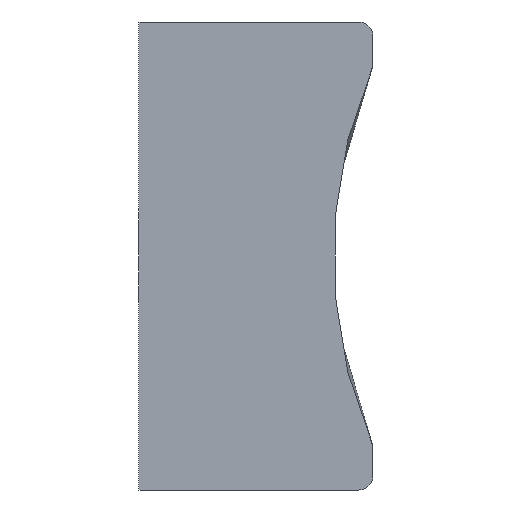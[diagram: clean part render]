
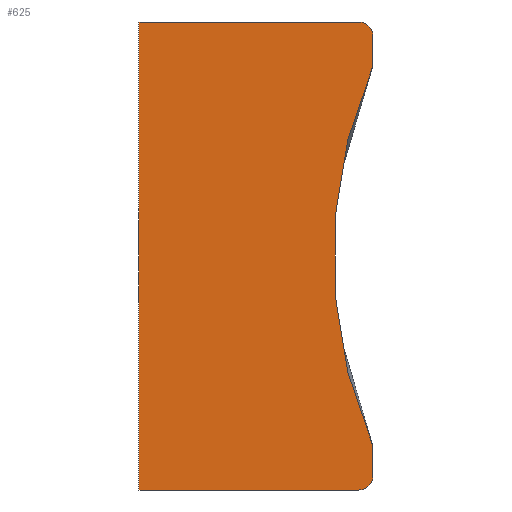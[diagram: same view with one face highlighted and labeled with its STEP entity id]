
A CAD part, left-side view. The second image highlights one B-rep face of the part: STEP entity #625.
In plain terms, the highlighted planar face has unit normal (-1, 0, 0).
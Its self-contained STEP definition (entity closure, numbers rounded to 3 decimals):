
#125=FACE_OUTER_BOUND('',#155,.T.);
#155=EDGE_LOOP('',(#444,#445,#446,#447,#448,#449,#450,#451));
#193=CIRCLE('',#676,0.5);
#194=CIRCLE('',#677,16.348);
#195=CIRCLE('',#678,0.5);
#214=LINE('',#930,#262);
#215=LINE('',#932,#263);
#216=LINE('',#934,#264);
#217=LINE('',#938,#265);
#218=LINE('',#942,#266);
#262=VECTOR('',#746,10.);
#263=VECTOR('',#747,10.);
#264=VECTOR('',#748,10.);
#265=VECTOR('',#751,10.);
#266=VECTOR('',#754,10.);
#310=VERTEX_POINT('',#928);
#311=VERTEX_POINT('',#929);
#312=VERTEX_POINT('',#931);
#313=VERTEX_POINT('',#933);
#314=VERTEX_POINT('',#935);
#315=VERTEX_POINT('',#937);
#316=VERTEX_POINT('',#939);
#317=VERTEX_POINT('',#941);
#364=EDGE_CURVE('',#310,#311,#214,.T.);
#365=EDGE_CURVE('',#312,#310,#215,.T.);
#366=EDGE_CURVE('',#312,#313,#216,.T.);
#367=EDGE_CURVE('',#314,#313,#193,.T.);
#368=EDGE_CURVE('',#315,#314,#217,.T.);
#369=EDGE_CURVE('',#316,#315,#194,.T.);
#370=EDGE_CURVE('',#317,#316,#218,.T.);
#371=EDGE_CURVE('',#311,#317,#195,.T.);
#444=ORIENTED_EDGE('',*,*,#364,.F.);
#445=ORIENTED_EDGE('',*,*,#365,.F.);
#446=ORIENTED_EDGE('',*,*,#366,.T.);
#447=ORIENTED_EDGE('',*,*,#367,.F.);
#448=ORIENTED_EDGE('',*,*,#368,.F.);
#449=ORIENTED_EDGE('',*,*,#369,.F.);
#450=ORIENTED_EDGE('',*,*,#370,.F.);
#451=ORIENTED_EDGE('',*,*,#371,.F.);
#604=PLANE('',#675);
#625=ADVANCED_FACE('',(#125),#604,.F.);
#675=AXIS2_PLACEMENT_3D('',#927,#744,#745);
#676=AXIS2_PLACEMENT_3D('',#936,#749,#750);
#677=AXIS2_PLACEMENT_3D('',#940,#752,#753);
#678=AXIS2_PLACEMENT_3D('',#943,#755,#756);
#744=DIRECTION('center_axis',(1.,0.,0.));
#745=DIRECTION('ref_axis',(0.,0.,-1.));
#746=DIRECTION('',(0.,-1.,0.));
#747=DIRECTION('',(0.,0.,1.));
#748=DIRECTION('',(0.,-1.,0.));
#749=DIRECTION('center_axis',(1.,0.,0.));
#750=DIRECTION('ref_axis',(0.,-0.707,-0.707));
#751=DIRECTION('',(0.,0.,-1.));
#752=DIRECTION('center_axis',(-1.,0.,0.));
#753=DIRECTION('ref_axis',(0.,0.,1.));
#754=DIRECTION('',(0.,0.,-1.));
#755=DIRECTION('center_axis',(1.,0.,0.));
#756=DIRECTION('ref_axis',(0.,-0.707,0.707));
#927=CARTESIAN_POINT('Origin',(0.,-1.212,-11.689));
#928=CARTESIAN_POINT('',(0.,-2.,8.));
#929=CARTESIAN_POINT('',(0.,-9.5,8.));
#930=CARTESIAN_POINT('',(0.,0.,8.));
#931=CARTESIAN_POINT('',(0.,-2.,-8.));
#932=CARTESIAN_POINT('',(0.,-2.,-5.844));
#933=CARTESIAN_POINT('',(0.,-9.5,-8.));
#934=CARTESIAN_POINT('',(0.,0.,-8.));
#935=CARTESIAN_POINT('',(0.,-10.,-7.5));
#936=CARTESIAN_POINT('Origin',(0.,-9.5,-7.5));
#937=CARTESIAN_POINT('',(0.,-10.,-6.5));
#938=CARTESIAN_POINT('',(0.,-10.,-5.844));
#939=CARTESIAN_POINT('',(0.,-10.,6.5));
#940=CARTESIAN_POINT('Origin',(0.,-25.,0.));
#941=CARTESIAN_POINT('',(0.,-10.,7.5));
#942=CARTESIAN_POINT('',(0.,-10.,-5.844));
#943=CARTESIAN_POINT('Origin',(0.,-9.5,7.5));
